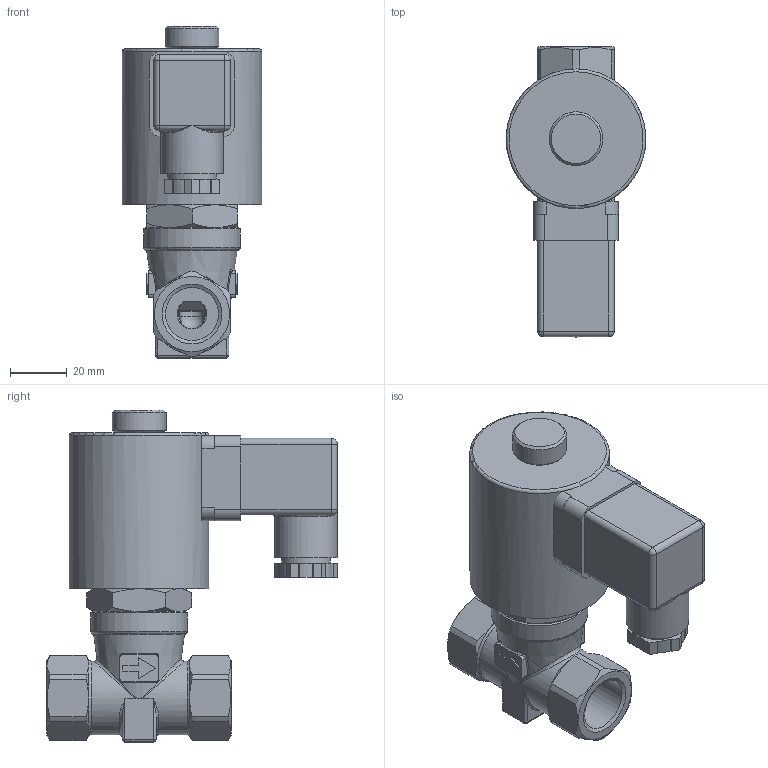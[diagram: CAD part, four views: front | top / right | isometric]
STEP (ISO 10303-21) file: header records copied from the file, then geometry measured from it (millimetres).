
FILE_DESCRIPTION(/* description */ ('Stp-Datei'),/* implementation_level */ '2;1');
FILE_NAME(/* name */ '046.000680_B4623-0804-.802.stp',/* time_stamp */ '2017-07-06T08:51:00+02:00',/* author */ ('jkuehnel'),/* organization */ (''),/* preprocessor_version */ 'ST-DEVELOPER v15.2',/* originating_system */ 'Autodesk Inventor 2014',/* authorisation */ '');
FILE_SCHEMA (('AUTOMOTIVE_DESIGN { 1 0 10303 214 3 1 1 }'));
Length unit declared in the file: millimetre
Products named in the file (1): 88-003614
Bounding box: 49.2 x 102.3 x 117 mm (x, y, z)
Volume: 89065.8 mm3; surface area: 56070.6 mm2
Topology: 1 solids, 8 shells, 522 faces, 1293 edges, 792 vertices
Faces by surface type: plane 249, cylinder 161, cone 45, bspline 29, torus 23, sphere 15
Full cylindrical faces by diameter (mm): 2.4 x2, 2.459 x1, 3.242 x1, 3.5 x4, 4 x1, 4.134 x2, 4.5 x1, 5 x4, 6.2 x1, 6.3 x4, 6.5 x1, 7.7 x3, 8 x1, 8.5 x1, 10.376 x1, 12.1 x1, 12.5 x1, 14 x1, 15 x2, 17 x2, 18.631 x2, 19 x2, 20 x2, 20.4 x1, 22 x2, 24.4 x1, 24.917 x1, 26 x3, 26.5 x1, 28.5 x1
Entity records: 16659 total; most frequent: CARTESIAN_POINT 4457, DIRECTION 2406, ORIENTED_EDGE 2298, EDGE_CURVE 1149, AXIS2_PLACEMENT_3D 916, VERTEX_POINT 762, EDGE_LOOP 673, LINE 574
